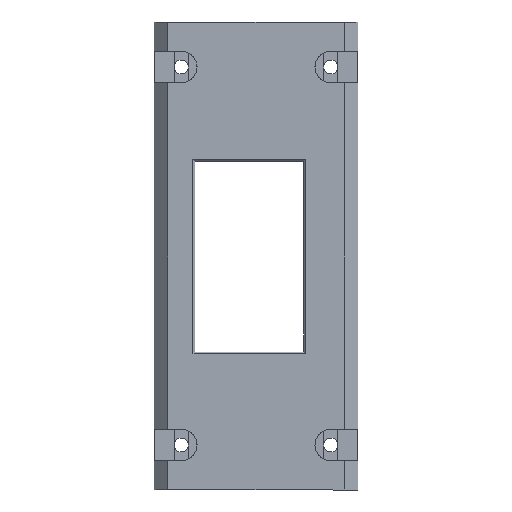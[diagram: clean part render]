
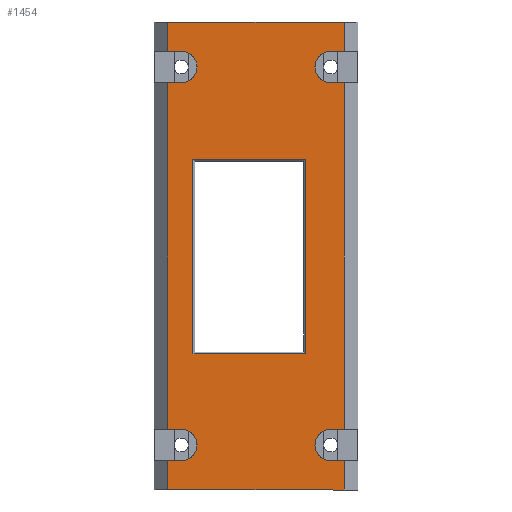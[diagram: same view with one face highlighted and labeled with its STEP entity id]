
A CAD part, left-side view. The second image highlights one B-rep face of the part: STEP entity #1454.
In plain terms, the highlighted planar face has unit normal (-1, 0, 0).
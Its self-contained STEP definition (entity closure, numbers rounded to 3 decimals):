
#23=FACE_BOUND('',#139,.T.);
#29=CIRCLE('',#1551,3.5);
#30=CIRCLE('',#1552,3.5);
#31=CIRCLE('',#1553,3.5);
#32=CIRCLE('',#1554,3.5);
#66=FACE_OUTER_BOUND('',#138,.T.);
#138=EDGE_LOOP('',(#923,#924,#925,#926,#927,#928,#929,#930,#931,#932,#933,
#934,#935,#936,#937,#938,#939,#940,#941,#942));
#139=EDGE_LOOP('',(#943,#944,#945,#946));
#209=LINE('',#2036,#384);
#214=LINE('',#2046,#389);
#216=LINE('',#2050,#391);
#219=LINE('',#2055,#394);
#226=LINE('',#2072,#401);
#227=LINE('',#2074,#402);
#228=LINE('',#2076,#403);
#229=LINE('',#2078,#404);
#230=LINE('',#2082,#405);
#231=LINE('',#2084,#406);
#232=LINE('',#2086,#407);
#233=LINE('',#2090,#408);
#234=LINE('',#2092,#409);
#235=LINE('',#2094,#410);
#236=LINE('',#2096,#411);
#237=LINE('',#2098,#412);
#238=LINE('',#2102,#413);
#239=LINE('',#2104,#414);
#240=LINE('',#2106,#415);
#241=LINE('',#2109,#416);
#384=VECTOR('',#1651,10.);
#389=VECTOR('',#1658,10.);
#391=VECTOR('',#1662,10.);
#394=VECTOR('',#1667,10.);
#401=VECTOR('',#1682,10.);
#402=VECTOR('',#1683,10.);
#403=VECTOR('',#1684,10.);
#404=VECTOR('',#1685,10.);
#405=VECTOR('',#1688,10.);
#406=VECTOR('',#1689,10.);
#407=VECTOR('',#1690,10.);
#408=VECTOR('',#1693,10.);
#409=VECTOR('',#1694,10.);
#410=VECTOR('',#1695,10.);
#411=VECTOR('',#1696,10.);
#412=VECTOR('',#1697,10.);
#413=VECTOR('',#1700,10.);
#414=VECTOR('',#1701,10.);
#415=VECTOR('',#1702,10.);
#416=VECTOR('',#1705,10.);
#559=VERTEX_POINT('',#2034);
#560=VERTEX_POINT('',#2035);
#564=VERTEX_POINT('',#2045);
#565=VERTEX_POINT('',#2049);
#571=VERTEX_POINT('',#2070);
#572=VERTEX_POINT('',#2071);
#573=VERTEX_POINT('',#2073);
#574=VERTEX_POINT('',#2075);
#575=VERTEX_POINT('',#2077);
#576=VERTEX_POINT('',#2079);
#577=VERTEX_POINT('',#2081);
#578=VERTEX_POINT('',#2083);
#579=VERTEX_POINT('',#2085);
#580=VERTEX_POINT('',#2087);
#581=VERTEX_POINT('',#2089);
#582=VERTEX_POINT('',#2091);
#583=VERTEX_POINT('',#2093);
#584=VERTEX_POINT('',#2095);
#585=VERTEX_POINT('',#2097);
#586=VERTEX_POINT('',#2099);
#587=VERTEX_POINT('',#2101);
#588=VERTEX_POINT('',#2103);
#589=VERTEX_POINT('',#2105);
#590=VERTEX_POINT('',#2107);
#691=EDGE_CURVE('',#559,#560,#209,.T.);
#696=EDGE_CURVE('',#560,#564,#214,.T.);
#698=EDGE_CURVE('',#565,#559,#216,.T.);
#701=EDGE_CURVE('',#564,#565,#219,.T.);
#709=EDGE_CURVE('',#571,#572,#226,.T.);
#710=EDGE_CURVE('',#571,#573,#227,.T.);
#711=EDGE_CURVE('',#574,#573,#228,.T.);
#712=EDGE_CURVE('',#574,#575,#229,.T.);
#713=EDGE_CURVE('',#575,#576,#29,.T.);
#714=EDGE_CURVE('',#576,#577,#230,.T.);
#715=EDGE_CURVE('',#578,#577,#231,.T.);
#716=EDGE_CURVE('',#578,#579,#232,.T.);
#717=EDGE_CURVE('',#579,#580,#30,.T.);
#718=EDGE_CURVE('',#580,#581,#233,.T.);
#719=EDGE_CURVE('',#582,#581,#234,.T.);
#720=EDGE_CURVE('',#582,#583,#235,.T.);
#721=EDGE_CURVE('',#584,#583,#236,.T.);
#722=EDGE_CURVE('',#584,#585,#237,.T.);
#723=EDGE_CURVE('',#585,#586,#31,.T.);
#724=EDGE_CURVE('',#586,#587,#238,.T.);
#725=EDGE_CURVE('',#588,#587,#239,.T.);
#726=EDGE_CURVE('',#588,#589,#240,.T.);
#727=EDGE_CURVE('',#589,#590,#32,.T.);
#728=EDGE_CURVE('',#590,#572,#241,.T.);
#923=ORIENTED_EDGE('',*,*,#709,.F.);
#924=ORIENTED_EDGE('',*,*,#710,.T.);
#925=ORIENTED_EDGE('',*,*,#711,.F.);
#926=ORIENTED_EDGE('',*,*,#712,.T.);
#927=ORIENTED_EDGE('',*,*,#713,.T.);
#928=ORIENTED_EDGE('',*,*,#714,.T.);
#929=ORIENTED_EDGE('',*,*,#715,.F.);
#930=ORIENTED_EDGE('',*,*,#716,.T.);
#931=ORIENTED_EDGE('',*,*,#717,.T.);
#932=ORIENTED_EDGE('',*,*,#718,.T.);
#933=ORIENTED_EDGE('',*,*,#719,.F.);
#934=ORIENTED_EDGE('',*,*,#720,.T.);
#935=ORIENTED_EDGE('',*,*,#721,.F.);
#936=ORIENTED_EDGE('',*,*,#722,.T.);
#937=ORIENTED_EDGE('',*,*,#723,.T.);
#938=ORIENTED_EDGE('',*,*,#724,.T.);
#939=ORIENTED_EDGE('',*,*,#725,.F.);
#940=ORIENTED_EDGE('',*,*,#726,.T.);
#941=ORIENTED_EDGE('',*,*,#727,.T.);
#942=ORIENTED_EDGE('',*,*,#728,.T.);
#943=ORIENTED_EDGE('',*,*,#691,.F.);
#944=ORIENTED_EDGE('',*,*,#698,.F.);
#945=ORIENTED_EDGE('',*,*,#701,.F.);
#946=ORIENTED_EDGE('',*,*,#696,.F.);
#1318=PLANE('',#1550);
#1454=ADVANCED_FACE('',(#66,#23),#1318,.T.);
#1550=AXIS2_PLACEMENT_3D('',#2069,#1680,#1681);
#1551=AXIS2_PLACEMENT_3D('',#2080,#1686,#1687);
#1552=AXIS2_PLACEMENT_3D('',#2088,#1691,#1692);
#1553=AXIS2_PLACEMENT_3D('',#2100,#1698,#1699);
#1554=AXIS2_PLACEMENT_3D('',#2108,#1703,#1704);
#1651=DIRECTION('',(0.,0.,-1.));
#1658=DIRECTION('',(0.,-1.,0.));
#1662=DIRECTION('',(0.,1.,0.));
#1667=DIRECTION('',(0.,0.,1.));
#1680=DIRECTION('center_axis',(-1.,0.,0.));
#1681=DIRECTION('ref_axis',(0.,0.,1.));
#1682=DIRECTION('',(0.,0.,1.));
#1683=DIRECTION('',(0.,-1.,0.));
#1684=DIRECTION('',(0.,0.,-1.));
#1685=DIRECTION('',(0.,1.,0.));
#1686=DIRECTION('center_axis',(1.,0.,0.));
#1687=DIRECTION('ref_axis',(0.,0.,1.));
#1688=DIRECTION('',(0.,-1.,0.));
#1689=DIRECTION('',(0.,0.,-1.));
#1690=DIRECTION('',(0.,1.,0.));
#1691=DIRECTION('center_axis',(1.,0.,0.));
#1692=DIRECTION('ref_axis',(0.,0.,1.));
#1693=DIRECTION('',(0.,-1.,0.));
#1694=DIRECTION('',(0.,0.,-1.));
#1695=DIRECTION('',(0.,1.,0.));
#1696=DIRECTION('',(0.,0.,1.));
#1697=DIRECTION('',(0.,-1.,0.));
#1698=DIRECTION('center_axis',(1.,0.,0.));
#1699=DIRECTION('ref_axis',(0.,0.,1.));
#1700=DIRECTION('',(0.,1.,0.));
#1701=DIRECTION('',(0.,0.,1.));
#1702=DIRECTION('',(0.,-1.,0.));
#1703=DIRECTION('center_axis',(1.,0.,0.));
#1704=DIRECTION('ref_axis',(0.,0.,1.));
#1705=DIRECTION('',(0.,1.,0.));
#2034=CARTESIAN_POINT('',(-7.15,20.6,-3.4));
#2035=CARTESIAN_POINT('',(-7.15,20.6,-46.6));
#2036=CARTESIAN_POINT('',(-7.15,20.6,-14.325));
#2045=CARTESIAN_POINT('',(-7.15,-4.4,-46.6));
#2046=CARTESIAN_POINT('',(-7.15,13.4,-46.6));
#2049=CARTESIAN_POINT('',(-7.15,-4.4,-3.4));
#2050=CARTESIAN_POINT('',(-7.15,1.3,-3.4));
#2055=CARTESIAN_POINT('',(-7.15,-4.4,-35.525));
#2069=CARTESIAN_POINT('Origin',(-7.15,6.6,-24.85));
#2070=CARTESIAN_POINT('',(-7.15,26.2,-76.85));
#2071=CARTESIAN_POINT('',(-7.15,26.2,-70.35));
#2072=CARTESIAN_POINT('',(-7.15,26.2,1.15));
#2073=CARTESIAN_POINT('',(-7.15,-13.,-76.85));
#2074=CARTESIAN_POINT('',(-7.15,29.2,-76.85));
#2075=CARTESIAN_POINT('',(-7.15,-13.,-70.35));
#2076=CARTESIAN_POINT('',(-7.15,-13.,-0.85));
#2077=CARTESIAN_POINT('',(-7.15,-10.,-70.35));
#2078=CARTESIAN_POINT('',(-7.15,-4.7,-70.35));
#2079=CARTESIAN_POINT('',(-7.15,-10.,-63.35));
#2080=CARTESIAN_POINT('Origin',(-7.15,-10.,-66.85));
#2081=CARTESIAN_POINT('',(-7.15,-13.,-63.35));
#2082=CARTESIAN_POINT('',(-7.15,-1.7,-63.35));
#2083=CARTESIAN_POINT('',(-7.15,-13.,13.65));
#2084=CARTESIAN_POINT('',(-7.15,-13.,-0.85));
#2085=CARTESIAN_POINT('',(-7.15,-10.,13.65));
#2086=CARTESIAN_POINT('',(-7.15,-4.7,13.65));
#2087=CARTESIAN_POINT('',(-7.15,-10.,20.65));
#2088=CARTESIAN_POINT('Origin',(-7.15,-10.,17.15));
#2089=CARTESIAN_POINT('',(-7.15,-13.,20.65));
#2090=CARTESIAN_POINT('',(-7.15,-1.7,20.65));
#2091=CARTESIAN_POINT('',(-7.15,-13.,27.15));
#2092=CARTESIAN_POINT('',(-7.15,-13.,-0.85));
#2093=CARTESIAN_POINT('',(-7.15,26.2,27.15));
#2094=CARTESIAN_POINT('',(-7.15,-16.,27.15));
#2095=CARTESIAN_POINT('',(-7.15,26.2,20.65));
#2096=CARTESIAN_POINT('',(-7.15,26.2,1.15));
#2097=CARTESIAN_POINT('',(-7.15,23.2,20.65));
#2098=CARTESIAN_POINT('',(-7.15,17.9,20.65));
#2099=CARTESIAN_POINT('',(-7.15,23.2,13.65));
#2100=CARTESIAN_POINT('Origin',(-7.15,23.2,17.15));
#2101=CARTESIAN_POINT('',(-7.15,26.2,13.65));
#2102=CARTESIAN_POINT('',(-7.15,14.9,13.65));
#2103=CARTESIAN_POINT('',(-7.15,26.2,-63.35));
#2104=CARTESIAN_POINT('',(-7.15,26.2,1.15));
#2105=CARTESIAN_POINT('',(-7.15,23.2,-63.35));
#2106=CARTESIAN_POINT('',(-7.15,17.9,-63.35));
#2107=CARTESIAN_POINT('',(-7.15,23.2,-70.35));
#2108=CARTESIAN_POINT('Origin',(-7.15,23.2,-66.85));
#2109=CARTESIAN_POINT('',(-7.15,14.9,-70.35));
